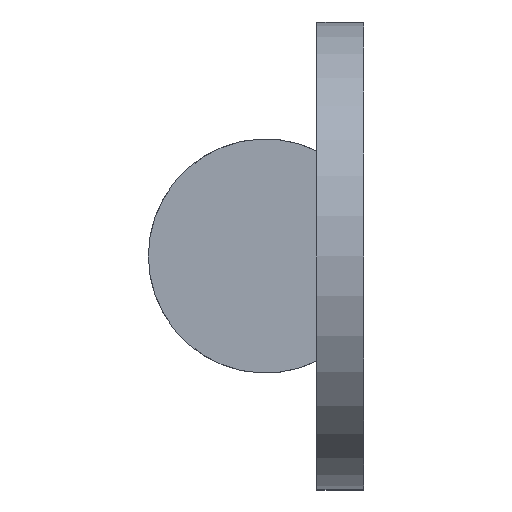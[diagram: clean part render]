
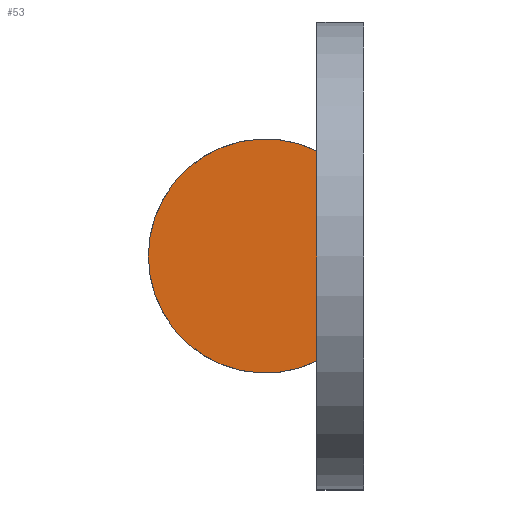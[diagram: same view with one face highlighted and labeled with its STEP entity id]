
A CAD part, left-side view. The second image highlights one B-rep face of the part: STEP entity #53.
In plain terms, the highlighted planar face has unit normal (-1, 0, 0).
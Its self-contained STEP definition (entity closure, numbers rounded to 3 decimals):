
#53 = ADVANCED_FACE( '', ( #126 ), #127, .F. );
#126 = FACE_OUTER_BOUND( '', #223, .T. );
#127 = PLANE( '', #224 );
#223 = EDGE_LOOP( '', ( #321, #322 ) );
#224 = AXIS2_PLACEMENT_3D( '', #323, #324, #325 );
#321 = ORIENTED_EDGE( '', *, *, #546, .F. );
#322 = ORIENTED_EDGE( '', *, *, #550, .F. );
#323 = CARTESIAN_POINT( '', ( 8., -1.1, -1.02 ) );
#324 = DIRECTION( '', ( 1., 0., 0. ) );
#325 = DIRECTION( '', ( 0., 0., -1. ) );
#546 = EDGE_CURVE( '', #638, #640, #641, .T. );
#550 = EDGE_CURVE( '', #640, #638, #646, .T. );
#638 = VERTEX_POINT( '', #770 );
#640 = VERTEX_POINT( '', #773 );
#641 = LINE( '', #774, #775 );
#646 = CIRCLE( '', #782, 2.5 );
#770 = CARTESIAN_POINT( '', ( 8., -1.1, 2.245 ) );
#773 = CARTESIAN_POINT( '', ( 8., -1.1, -2.245 ) );
#774 = CARTESIAN_POINT( '', ( 8., -1.1, 2.5 ) );
#775 = VECTOR( '', #936, 1000. );
#782 = AXIS2_PLACEMENT_3D( '', #939, #940, #941 );
#936 = DIRECTION( '', ( 0., 0., -1. ) );
#939 = CARTESIAN_POINT( '', ( 8., 0., 0. ) );
#940 = DIRECTION( '', ( 1., 0., 0. ) );
#941 = DIRECTION( '', ( 0., 0., -1. ) );
